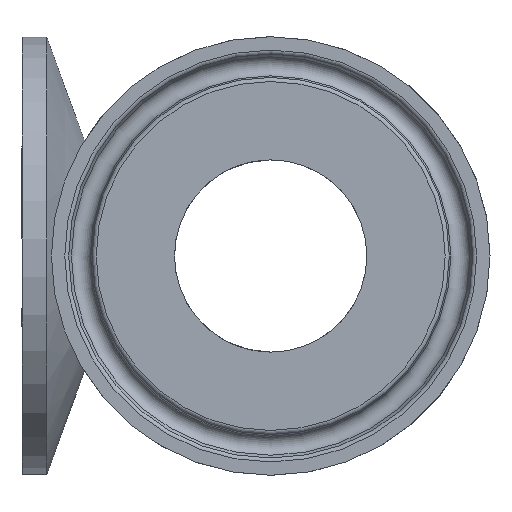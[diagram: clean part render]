
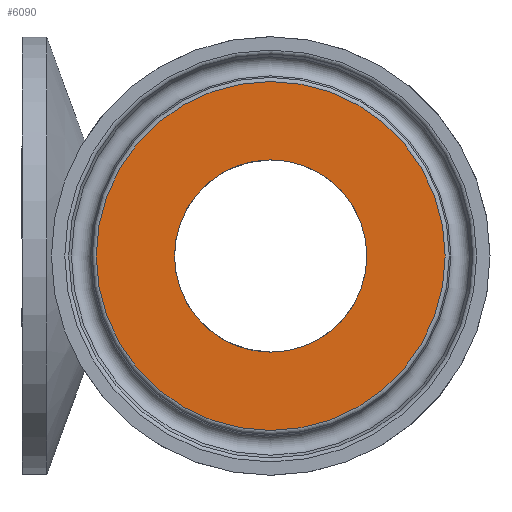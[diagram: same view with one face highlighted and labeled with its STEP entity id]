
A CAD part, left-side view. The second image highlights one B-rep face of the part: STEP entity #6090.
In plain terms, the highlighted planar face has unit normal (-1, 0, 0).
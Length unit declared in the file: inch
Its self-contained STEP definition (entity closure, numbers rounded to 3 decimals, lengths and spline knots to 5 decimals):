
#134=FACE_BOUND('',#1174,.T.);
#135=FACE_BOUND('',#1175,.T.);
#436=PLANE('',#6466);
#1174=EDGE_LOOP('',(#5593));
#1175=EDGE_LOOP('',(#5594));
#2422=CIRCLE('',#6456,0.435);
#2426=CIRCLE('',#6463,0.78916);
#3017=VERTEX_POINT('',#13182);
#3021=VERTEX_POINT('',#13193);
#3882=EDGE_CURVE('',#3017,#3017,#2422,.T.);
#3886=EDGE_CURVE('',#3021,#3021,#2426,.T.);
#5593=ORIENTED_EDGE('',*,*,#3882,.T.);
#5594=ORIENTED_EDGE('',*,*,#3886,.F.);
#6090=ADVANCED_FACE('',(#134,#135),#436,.T.);
#6456=AXIS2_PLACEMENT_3D('',#13183,#7583,#7584);
#6463=AXIS2_PLACEMENT_3D('',#13194,#7597,#7598);
#6466=AXIS2_PLACEMENT_3D('',#13198,#7603,#7604);
#7583=DIRECTION('center_axis',(1.,0.,0.));
#7584=DIRECTION('ref_axis',(0.,0.,-1.));
#7597=DIRECTION('center_axis',(1.,0.,0.));
#7598=DIRECTION('ref_axis',(0.,-1.,0.));
#7603=DIRECTION('center_axis',(-1.,0.,0.));
#7604=DIRECTION('ref_axis',(0.,0.,1.));
#13182=CARTESIAN_POINT('',(0.,0.435,0.));
#13183=CARTESIAN_POINT('Origin',(0.,0.,0.));
#13193=CARTESIAN_POINT('',(0.,0.78916,0.));
#13194=CARTESIAN_POINT('Origin',(0.,0.,0.));
#13198=CARTESIAN_POINT('Origin',(0.,0.80316,0.));
